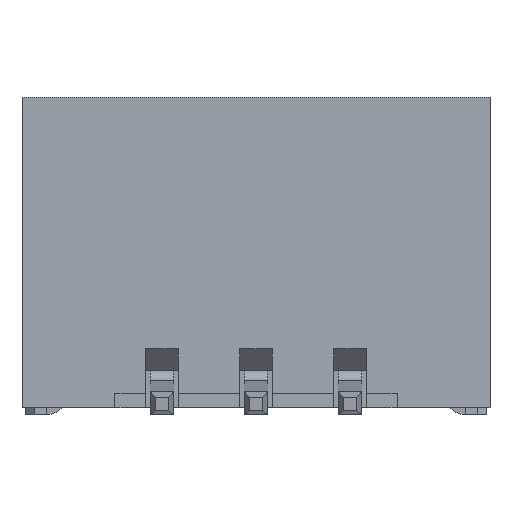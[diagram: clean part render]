
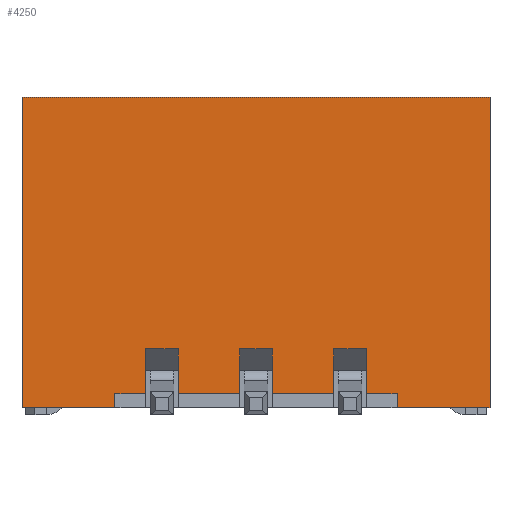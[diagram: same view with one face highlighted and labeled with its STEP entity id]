
A CAD part, front view. The second image highlights one B-rep face of the part: STEP entity #4250.
In plain terms, the highlighted face is planar.
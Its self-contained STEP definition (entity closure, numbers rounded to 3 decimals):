
#3908 = VERTEX_POINT('',#3909);
#3909 = CARTESIAN_POINT('',(3.,0.,-2.5));
#3915 = EDGE_CURVE('',#3916,#3908,#3918,.T.);
#3916 = VERTEX_POINT('',#3917);
#3917 = CARTESIAN_POINT('',(4.975,0.,-2.5));
#3918 = LINE('',#3919,#3920);
#3919 = CARTESIAN_POINT('',(4.975,0.,-2.5));
#3920 = VECTOR('',#3921,1.);
#3921 = DIRECTION('',(-1.,0.,0.));
#4068 = VERTEX_POINT('',#4069);
#4069 = CARTESIAN_POINT('',(-4.975,0.,-2.5));
#4075 = EDGE_CURVE('',#4076,#4068,#4078,.T.);
#4076 = VERTEX_POINT('',#4077);
#4077 = CARTESIAN_POINT('',(-3.,0.,-2.5));
#4078 = LINE('',#4079,#4080);
#4079 = CARTESIAN_POINT('',(10.975,0.,-2.5));
#4080 = VECTOR('',#4081,1.);
#4081 = DIRECTION('',(-1.,0.,0.));
#4250 = ADVANCED_FACE('',(#4251),#4395,.F.);
#4251 = FACE_BOUND('',#4252,.T.);
#4252 = EDGE_LOOP('',(#4253,#4263,#4269,#4270,#4278,#4286,#4294,#4302,
    #4310,#4318,#4326,#4334,#4342,#4350,#4358,#4366,#4374,#4382,#4388,
    #4389));
#4253 = ORIENTED_EDGE('',*,*,#4254,.F.);
#4254 = EDGE_CURVE('',#4255,#4257,#4259,.T.);
#4255 = VERTEX_POINT('',#4256);
#4256 = CARTESIAN_POINT('',(4.975,6.6,-2.5));
#4257 = VERTEX_POINT('',#4258);
#4258 = CARTESIAN_POINT('',(-4.975,6.6,-2.5));
#4259 = LINE('',#4260,#4261);
#4260 = CARTESIAN_POINT('',(10.975,6.6,-2.5));
#4261 = VECTOR('',#4262,1.);
#4262 = DIRECTION('',(-1.,0.,0.));
#4263 = ORIENTED_EDGE('',*,*,#4264,.T.);
#4264 = EDGE_CURVE('',#4255,#3916,#4265,.T.);
#4265 = LINE('',#4266,#4267);
#4266 = CARTESIAN_POINT('',(4.975,6.6,-2.5));
#4267 = VECTOR('',#4268,1.);
#4268 = DIRECTION('',(-0.,-1.,-0.));
#4269 = ORIENTED_EDGE('',*,*,#3915,.T.);
#4270 = ORIENTED_EDGE('',*,*,#4271,.T.);
#4271 = EDGE_CURVE('',#3908,#4272,#4274,.T.);
#4272 = VERTEX_POINT('',#4273);
#4273 = CARTESIAN_POINT('',(3.,0.3,-2.5));
#4274 = LINE('',#4275,#4276);
#4275 = CARTESIAN_POINT('',(3.,0.,-2.5));
#4276 = VECTOR('',#4277,1.);
#4277 = DIRECTION('',(0.,1.,0.));
#4278 = ORIENTED_EDGE('',*,*,#4279,.F.);
#4279 = EDGE_CURVE('',#4280,#4272,#4282,.T.);
#4280 = VERTEX_POINT('',#4281);
#4281 = CARTESIAN_POINT('',(2.35,0.3,-2.5));
#4282 = LINE('',#4283,#4284);
#4283 = CARTESIAN_POINT('',(-9.,0.3,-2.5));
#4284 = VECTOR('',#4285,1.);
#4285 = DIRECTION('',(1.,-0.,-0.));
#4286 = ORIENTED_EDGE('',*,*,#4287,.T.);
#4287 = EDGE_CURVE('',#4280,#4288,#4290,.T.);
#4288 = VERTEX_POINT('',#4289);
#4289 = CARTESIAN_POINT('',(2.35,1.25,-2.5));
#4290 = LINE('',#4291,#4292);
#4291 = CARTESIAN_POINT('',(2.35,1.25,-2.5));
#4292 = VECTOR('',#4293,1.);
#4293 = DIRECTION('',(-0.,1.,-0.));
#4294 = ORIENTED_EDGE('',*,*,#4295,.F.);
#4295 = EDGE_CURVE('',#4296,#4288,#4298,.T.);
#4296 = VERTEX_POINT('',#4297);
#4297 = CARTESIAN_POINT('',(1.65,1.25,-2.5));
#4298 = LINE('',#4299,#4300);
#4299 = CARTESIAN_POINT('',(1.65,1.25,-2.5));
#4300 = VECTOR('',#4301,1.);
#4301 = DIRECTION('',(1.,-0.,-0.));
#4302 = ORIENTED_EDGE('',*,*,#4303,.F.);
#4303 = EDGE_CURVE('',#4304,#4296,#4306,.T.);
#4304 = VERTEX_POINT('',#4305);
#4305 = CARTESIAN_POINT('',(1.65,0.3,-2.5));
#4306 = LINE('',#4307,#4308);
#4307 = CARTESIAN_POINT('',(1.65,1.25,-2.5));
#4308 = VECTOR('',#4309,1.);
#4309 = DIRECTION('',(-0.,1.,-0.));
#4310 = ORIENTED_EDGE('',*,*,#4311,.F.);
#4311 = EDGE_CURVE('',#4312,#4304,#4314,.T.);
#4312 = VERTEX_POINT('',#4313);
#4313 = CARTESIAN_POINT('',(0.35,0.3,-2.5));
#4314 = LINE('',#4315,#4316);
#4315 = CARTESIAN_POINT('',(-9.,0.3,-2.5));
#4316 = VECTOR('',#4317,1.);
#4317 = DIRECTION('',(1.,-0.,-0.));
#4318 = ORIENTED_EDGE('',*,*,#4319,.T.);
#4319 = EDGE_CURVE('',#4312,#4320,#4322,.T.);
#4320 = VERTEX_POINT('',#4321);
#4321 = CARTESIAN_POINT('',(0.35,1.25,-2.5));
#4322 = LINE('',#4323,#4324);
#4323 = CARTESIAN_POINT('',(0.35,1.25,-2.5));
#4324 = VECTOR('',#4325,1.);
#4325 = DIRECTION('',(-0.,1.,-0.));
#4326 = ORIENTED_EDGE('',*,*,#4327,.F.);
#4327 = EDGE_CURVE('',#4328,#4320,#4330,.T.);
#4328 = VERTEX_POINT('',#4329);
#4329 = CARTESIAN_POINT('',(-0.35,1.25,-2.5));
#4330 = LINE('',#4331,#4332);
#4331 = CARTESIAN_POINT('',(-0.35,1.25,-2.5));
#4332 = VECTOR('',#4333,1.);
#4333 = DIRECTION('',(1.,-0.,-0.));
#4334 = ORIENTED_EDGE('',*,*,#4335,.F.);
#4335 = EDGE_CURVE('',#4336,#4328,#4338,.T.);
#4336 = VERTEX_POINT('',#4337);
#4337 = CARTESIAN_POINT('',(-0.35,0.3,-2.5));
#4338 = LINE('',#4339,#4340);
#4339 = CARTESIAN_POINT('',(-0.35,1.25,-2.5));
#4340 = VECTOR('',#4341,1.);
#4341 = DIRECTION('',(-0.,1.,-0.));
#4342 = ORIENTED_EDGE('',*,*,#4343,.F.);
#4343 = EDGE_CURVE('',#4344,#4336,#4346,.T.);
#4344 = VERTEX_POINT('',#4345);
#4345 = CARTESIAN_POINT('',(-1.65,0.3,-2.5));
#4346 = LINE('',#4347,#4348);
#4347 = CARTESIAN_POINT('',(-3.,0.3,-2.5));
#4348 = VECTOR('',#4349,1.);
#4349 = DIRECTION('',(1.,-0.,-0.));
#4350 = ORIENTED_EDGE('',*,*,#4351,.T.);
#4351 = EDGE_CURVE('',#4344,#4352,#4354,.T.);
#4352 = VERTEX_POINT('',#4353);
#4353 = CARTESIAN_POINT('',(-1.65,1.25,-2.5));
#4354 = LINE('',#4355,#4356);
#4355 = CARTESIAN_POINT('',(-1.65,1.25,-2.5));
#4356 = VECTOR('',#4357,1.);
#4357 = DIRECTION('',(-0.,1.,-0.));
#4358 = ORIENTED_EDGE('',*,*,#4359,.F.);
#4359 = EDGE_CURVE('',#4360,#4352,#4362,.T.);
#4360 = VERTEX_POINT('',#4361);
#4361 = CARTESIAN_POINT('',(-2.35,1.25,-2.5));
#4362 = LINE('',#4363,#4364);
#4363 = CARTESIAN_POINT('',(-2.35,1.25,-2.5));
#4364 = VECTOR('',#4365,1.);
#4365 = DIRECTION('',(1.,-0.,-0.));
#4366 = ORIENTED_EDGE('',*,*,#4367,.F.);
#4367 = EDGE_CURVE('',#4368,#4360,#4370,.T.);
#4368 = VERTEX_POINT('',#4369);
#4369 = CARTESIAN_POINT('',(-2.35,0.3,-2.5));
#4370 = LINE('',#4371,#4372);
#4371 = CARTESIAN_POINT('',(-2.35,1.25,-2.5));
#4372 = VECTOR('',#4373,1.);
#4373 = DIRECTION('',(-0.,1.,-0.));
#4374 = ORIENTED_EDGE('',*,*,#4375,.F.);
#4375 = EDGE_CURVE('',#4376,#4368,#4378,.T.);
#4376 = VERTEX_POINT('',#4377);
#4377 = CARTESIAN_POINT('',(-3.,0.3,-2.5));
#4378 = LINE('',#4379,#4380);
#4379 = CARTESIAN_POINT('',(-3.,0.3,-2.5));
#4380 = VECTOR('',#4381,1.);
#4381 = DIRECTION('',(1.,-0.,-0.));
#4382 = ORIENTED_EDGE('',*,*,#4383,.F.);
#4383 = EDGE_CURVE('',#4076,#4376,#4384,.T.);
#4384 = LINE('',#4385,#4386);
#4385 = CARTESIAN_POINT('',(-3.,0.,-2.5));
#4386 = VECTOR('',#4387,1.);
#4387 = DIRECTION('',(0.,1.,0.));
#4388 = ORIENTED_EDGE('',*,*,#4075,.T.);
#4389 = ORIENTED_EDGE('',*,*,#4390,.F.);
#4390 = EDGE_CURVE('',#4257,#4068,#4391,.T.);
#4391 = LINE('',#4392,#4393);
#4392 = CARTESIAN_POINT('',(-4.975,6.6,-2.5));
#4393 = VECTOR('',#4394,1.);
#4394 = DIRECTION('',(-0.,-1.,-0.));
#4395 = PLANE('',#4396);
#4396 = AXIS2_PLACEMENT_3D('',#4397,#4398,#4399);
#4397 = CARTESIAN_POINT('',(10.975,6.6,-2.5));
#4398 = DIRECTION('',(0.,-0.,1.));
#4399 = DIRECTION('',(1.,0.,0.));
